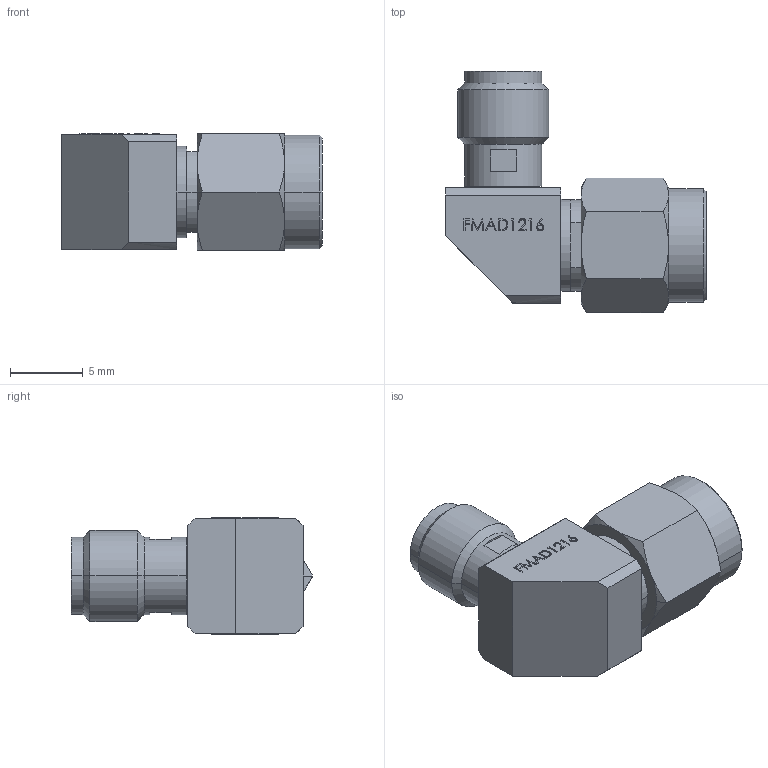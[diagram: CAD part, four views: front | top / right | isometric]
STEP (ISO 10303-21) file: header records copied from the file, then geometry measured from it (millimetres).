
FILE_DESCRIPTION (( 'STEP AP203' ), '1' );
FILE_NAME ('FMAD1216_3D.STEP', '2021-05-05T12:47:42', ( '' ), ( '' ), 'SwSTEP 2.0', 'SolidWorks 2020', '' );
FILE_SCHEMA (( 'CONFIG_CONTROL_DESIGN' ));
Length unit declared in the file: inch
Products named in the file (6): Part3^FMAD1216; ALS-K3K8-3.stp; ALS-K8PC8-12-1.stp; als-k3pc8.stp; ALS-K3-RIGHT.stp; FMAD1216_3D
Assembly tree (5 placements, depth 3):
  FMAD1216_3D
    als-k3pc8.stp
      ALS-K3K8-3.stp
      ALS-K3-RIGHT.stp
      ALS-K8PC8-12-1.stp
    Part3^FMAD1216
Bounding box: 17.9 x 16.56 x 8 mm (x, y, z)
Volume: 1111.6 mm3; surface area: 958.2 mm2
Topology: 11 solids, 11 shells, 184 faces, 433 edges, 280 vertices
Faces by surface type: plane 111, cylinder 27, cone 24, bspline 22
Entity records: 7227 total; most frequent: CARTESIAN_POINT 2486, ORIENTED_EDGE 866, DIRECTION 783, EDGE_CURVE 433, LINE 285, VECTOR 285, VERTEX_POINT 280, AXIS2_PLACEMENT_3D 249
